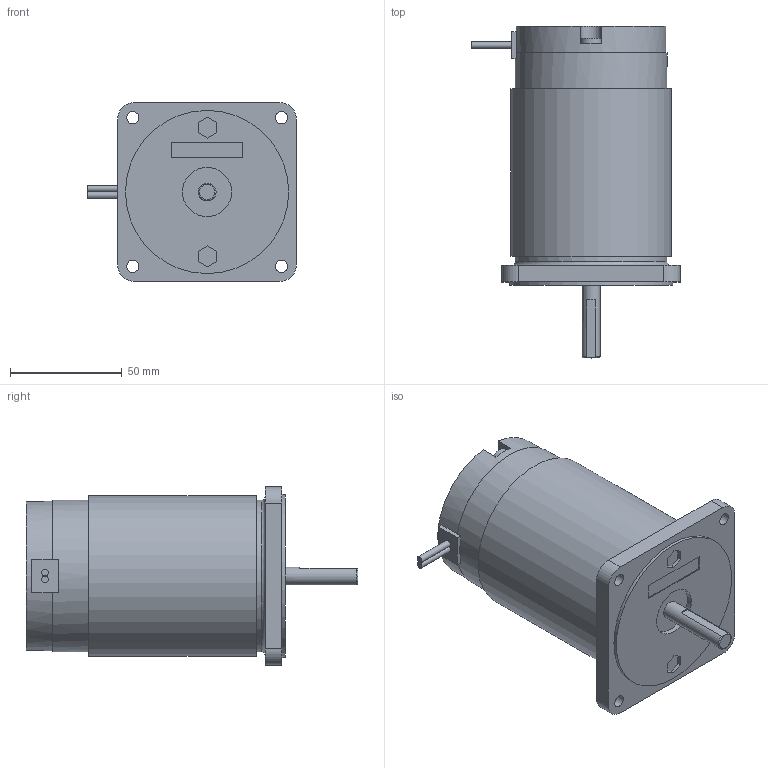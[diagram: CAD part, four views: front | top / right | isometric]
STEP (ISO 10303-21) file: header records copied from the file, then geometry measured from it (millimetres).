
FILE_DESCRIPTION((''),'2;1');
FILE_NAME('TP-72114A.stp','2016-11-24T16:50:52',('Administrator'),(''),'Autodesk Inventor 2010','Autodesk Inventor 2010','');
FILE_SCHEMA(('AUTOMOTIVE_DESIGN { 1 0 10303 214 1 1 1 1 }'));
Length unit declared in the file: millimetre
Products named in the file (1): TP-72114A
Bounding box: 93.5 x 148.5 x 80 mm (x, y, z)
Volume: 471716.6 mm3; surface area: 43076.4 mm2
Topology: 1 solids, 1 shells, 102 faces, 234 edges, 151 vertices
Faces by surface type: plane 71, cylinder 25, bspline 5, torus 1
Full cylindrical faces by diameter (mm): 2.5 x2, 3 x2, 5 x2, 7 x1, 8 x2, 16 x1, 22 x1, 67 x1, 68 x2, 73 x1
Entity records: 2939 total; most frequent: CARTESIAN_POINT 595, DIRECTION 475, ORIENTED_EDGE 424, EDGE_CURVE 212, AXIS2_PLACEMENT_3D 167, VERTEX_POINT 146, EDGE_LOOP 146, VECTOR 141
